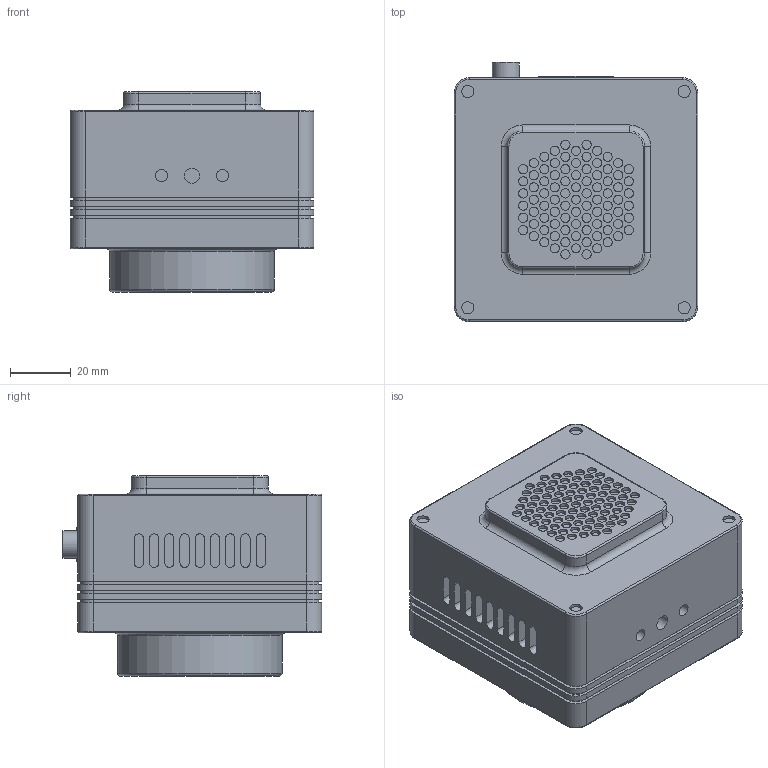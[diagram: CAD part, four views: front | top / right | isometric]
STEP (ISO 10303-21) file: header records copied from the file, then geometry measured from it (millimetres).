
FILE_DESCRIPTION (( 'STEP AP203' ), '1' );
FILE_NAME ('680131.STEP', '2024-08-15T07:08:23', ( 'Windows User' ), ( 'P R C' ), 'SwSTEP 2.0', 'SolidWorks 2020', '' );
FILE_SCHEMA (( 'CONFIG_CONTROL_DESIGN' ));
Products named in the file (1): 680131
Bounding box: 80 x 85.1 x 65.7 mm (x, y, z)
Volume: 314596.9 mm3; surface area: 44583.2 mm2
Topology: 16 solids, 16 shells, 1533 faces, 3827 edges, 2491 vertices
Faces by surface type: plane 907, cylinder 526, cone 50, torus 26, bspline 24
Full cylindrical faces by diameter (mm): 0.5 x7, 0.8 x7, 1.2 x9, 1.35 x1, 1.6 x2, 2 x1, 2.4 x1, 2.8 x2, 2.85 x2, 3 x89, 3.6 x2, 4 x10, 5 x1, 5.6 x1, 5.8 x1, 6.8 x4, 8.9 x1, 10.9 x1, 25.4 x1, 54 x1
Entity records: 45799 total; most frequent: CARTESIAN_POINT 9816, ORIENTED_EDGE 7274, DIRECTION 7255, EDGE_CURVE 3637, AXIS2_PLACEMENT_3D 2483, VERTEX_POINT 2468, VECTOR 2289, LINE 2289
